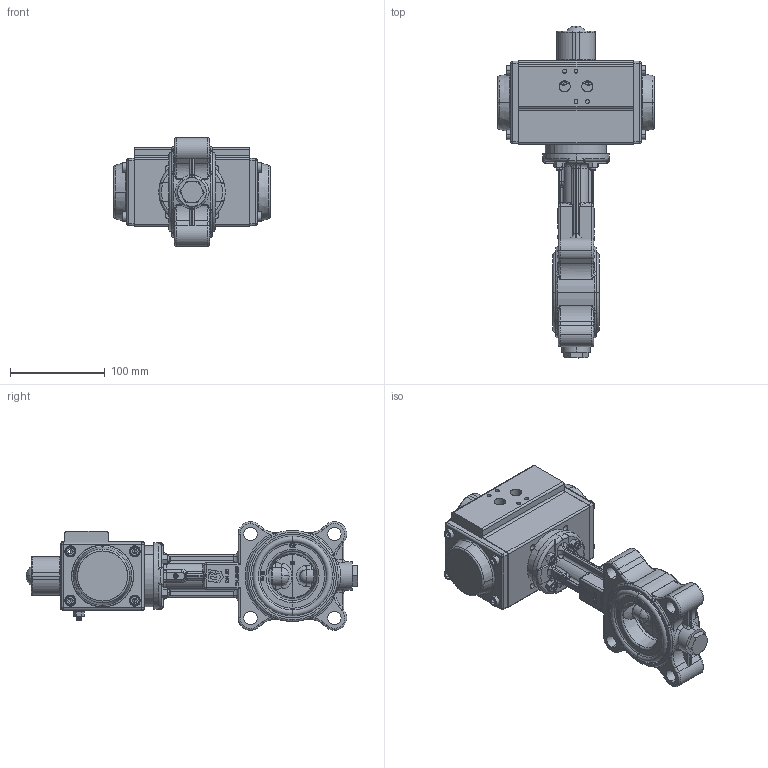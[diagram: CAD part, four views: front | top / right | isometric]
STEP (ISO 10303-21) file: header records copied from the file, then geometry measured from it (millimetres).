
FILE_DESCRIPTION (( 'STEP AP203' ), '1' );
FILE_NAME ('AK02_DN50_pneu._GS.STEP', '2022-11-04T08:01:52', ( '' ), ( '' ), 'SwSTEP 2.0', 'SolidWorks 2021', '' );
FILE_SCHEMA (( 'CONFIG_CONTROL_DESIGN' ));
Products named in the file (1): AK02_DN50_pneu._GS
Bounding box: 165 x 349.65 x 114.39 mm (x, y, z)
Surface area: 166917.9 mm2 (no closed solid volume)
Topology: 0 solids, 374 shells, 1232 faces, 4435 edges, 3474 vertices
Faces by surface type: plane 411, cylinder 325, bspline 259, torus 116, cone 104, sphere 17
Entity records: 77270 total; most frequent: CARTESIAN_POINT 42465, DIRECTION 6498, ORIENTED_EDGE 6290, EDGE_CURVE 4395, VERTEX_POINT 3473, AXIS2_PLACEMENT_3D 2280, VECTOR 1938, LINE 1938
